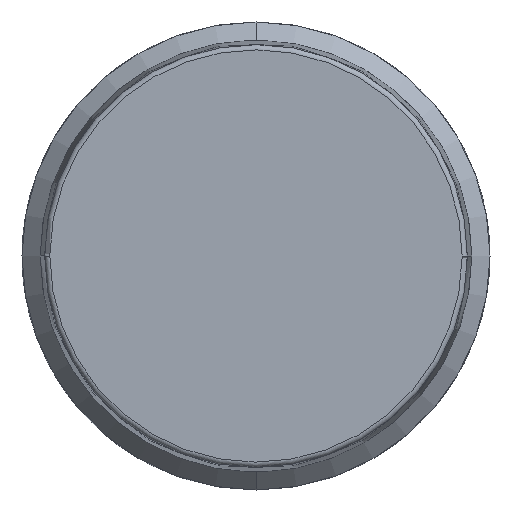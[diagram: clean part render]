
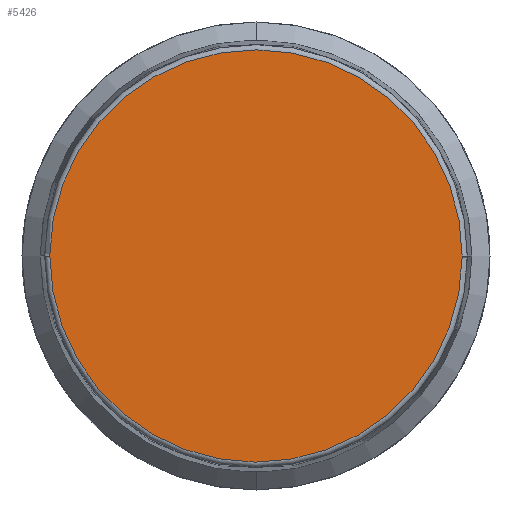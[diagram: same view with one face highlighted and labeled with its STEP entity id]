
A CAD part, left-side view. The second image highlights one B-rep face of the part: STEP entity #5426.
In plain terms, the highlighted face is planar.
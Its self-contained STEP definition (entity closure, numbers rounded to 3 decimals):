
#2979=CARTESIAN_POINT('',(0.,0.,-10.));
#2980=DIRECTION('',(0.,0.,-1.));
#2981=DIRECTION('',(-1.,-0.008,0.));
#2982=AXIS2_PLACEMENT_3D('',#2979,#2980,#2981);
#2999=CARTESIAN_POINT('',(0.,0.,-10.));
#3000=DIRECTION('',(0.,0.,1.));
#3001=DIRECTION('',(1.,0.008,0.));
#3002=AXIS2_PLACEMENT_3D('',#2999,#3000,#3001);
#3004=CARTESIAN_POINT('',(0.,0.,-10.));
#3005=DIRECTION('',(0.,0.,1.));
#3006=DIRECTION('',(-1.,-0.008,0.));
#3007=AXIS2_PLACEMENT_3D('',#3004,#3005,#3006);
#3009=CARTESIAN_POINT('',(0.,0.,-10.));
#3010=DIRECTION('',(0.,0.,-1.));
#3011=DIRECTION('',(1.,0.008,0.));
#3012=AXIS2_PLACEMENT_3D('',#3009,#3010,#3011);
#3784=CARTESIAN_POINT('',(7.929,0.066,-10.));
#3785=CARTESIAN_POINT('',(-7.929,0.,-10.));
#3786=VERTEX_POINT('',#3784);
#3787=VERTEX_POINT('',#3785);
#3788=CARTESIAN_POINT('',(7.929,0.,-10.));
#3789=VERTEX_POINT('',#3788);
#3790=CARTESIAN_POINT('',(-7.929,-0.066,-10.));
#3791=VERTEX_POINT('',#3790);
#5413=CARTESIAN_POINT('',(0.,0.,-10.));
#5414=DIRECTION('',(0.,0.,1.));
#5415=DIRECTION('',(1.,0.,0.));
#5416=AXIS2_PLACEMENT_3D('',#5413,#5414,#5415);
#5417=PLANE('',#5416);
#5419=ORIENTED_EDGE('',*,*,#5418,.F.);
#5421=ORIENTED_EDGE('',*,*,#5420,.T.);
#5422=ORIENTED_EDGE('',*,*,#5402,.F.);
#5423=ORIENTED_EDGE('',*,*,#5400,.T.);
#5424=EDGE_LOOP('',(#5419,#5421,#5422,#5423));
#5425=FACE_OUTER_BOUND('',#5424,.F.);
#5426=ADVANCED_FACE('',(#5425),#5417,.F.);
#2983=CIRCLE('',#2982,7.929);
#3003=CIRCLE('',#3002,7.929);
#3008=CIRCLE('',#3007,7.929);
#3013=CIRCLE('',#3012,7.929);
#5400=EDGE_CURVE('',#3791,#3789,#3008,.T.);
#5402=EDGE_CURVE('',#3791,#3787,#2983,.T.);
#5418=EDGE_CURVE('',#3786,#3789,#3013,.T.);
#5420=EDGE_CURVE('',#3786,#3787,#3003,.T.);
